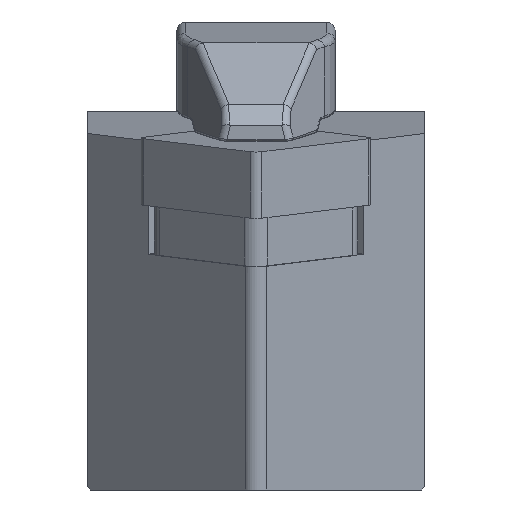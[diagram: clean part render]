
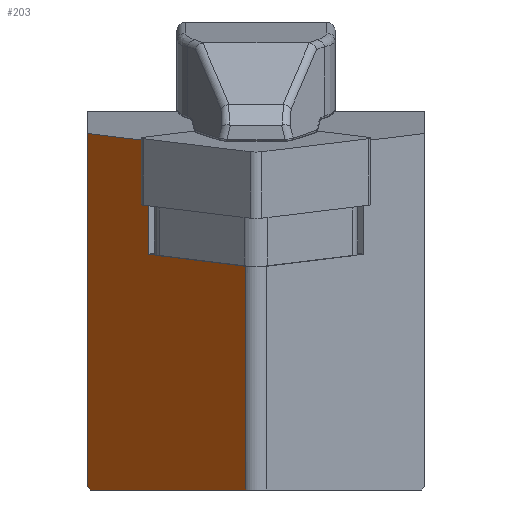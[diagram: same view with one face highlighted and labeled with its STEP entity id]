
A CAD part, left-side view. The second image highlights one B-rep face of the part: STEP entity #203.
In plain terms, the highlighted planar face has unit normal (-0.702, 0.707, -0.086).
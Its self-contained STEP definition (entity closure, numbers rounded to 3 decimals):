
#203=ADVANCED_FACE('',(#389),#326,.F.);
#326=PLANE('',#2222);
#389=FACE_OUTER_BOUND('',#514,.T.);
#514=EDGE_LOOP('',(#800,#801,#802,#803,#804,#805,#806,#807));
#800=ORIENTED_EDGE('',*,*,#1547,.F.);
#801=ORIENTED_EDGE('',*,*,#1559,.T.);
#802=ORIENTED_EDGE('',*,*,#1565,.F.);
#803=ORIENTED_EDGE('',*,*,#1579,.F.);
#804=ORIENTED_EDGE('',*,*,#1588,.F.);
#805=ORIENTED_EDGE('',*,*,#1589,.F.);
#806=ORIENTED_EDGE('',*,*,#1585,.T.);
#807=ORIENTED_EDGE('',*,*,#1590,.F.);
#1345=VERTEX_POINT('',#3122);
#1346=VERTEX_POINT('',#3124);
#1356=VERTEX_POINT('',#3148);
#1360=VERTEX_POINT('',#3159);
#1372=VERTEX_POINT('',#3187);
#1375=VERTEX_POINT('',#3198);
#1377=VERTEX_POINT('',#3201);
#1379=VERTEX_POINT('',#3207);
#1547=EDGE_CURVE('',#1346,#1345,#1851,.T.);
#1559=EDGE_CURVE('',#1346,#1356,#1863,.T.);
#1565=EDGE_CURVE('',#1360,#1356,#1869,.T.);
#1579=EDGE_CURVE('',#1372,#1360,#1883,.T.);
#1585=EDGE_CURVE('',#1377,#1375,#1888,.T.);
#1588=EDGE_CURVE('',#1379,#1372,#1890,.T.);
#1589=EDGE_CURVE('',#1377,#1379,#1891,.T.);
#1590=EDGE_CURVE('',#1345,#1375,#1892,.T.);
#1851=LINE('',#3125,#2030);
#1863=LINE('',#3149,#2042);
#1869=LINE('',#3160,#2048);
#1883=LINE('',#3188,#2062);
#1888=LINE('',#3200,#2067);
#1890=LINE('',#3206,#2069);
#1891=LINE('',#3208,#2070);
#1892=LINE('',#3209,#2071);
#2030=VECTOR('',#2484,1.);
#2042=VECTOR('',#2500,1.);
#2048=VECTOR('',#2508,1.);
#2062=VECTOR('',#2526,1.);
#2067=VECTOR('',#2537,1.);
#2069=VECTOR('',#2543,1.);
#2070=VECTOR('',#2544,1.);
#2071=VECTOR('',#2545,1.);
#2222=AXIS2_PLACEMENT_3D('',#3210,#2546,#2547);
#2484=DIRECTION('',(-0.702,-0.707,-0.086));
#2500=DIRECTION('',(-0.122,0.,0.993));
#2508=DIRECTION('',(-0.702,-0.707,-0.086));
#2526=DIRECTION('',(-0.122,0.,0.993));
#2537=DIRECTION('',(-0.122,0.,0.993));
#2543=DIRECTION('',(0.53,0.599,0.599));
#2544=DIRECTION('',(0.71,0.704,0.));
#2545=DIRECTION('',(-0.702,-0.707,-0.086));
#2546=DIRECTION('',(0.702,-0.707,0.086));
#2547=DIRECTION('',(0.71,0.704,0.));
#3122=CARTESIAN_POINT('',(12.057,-6.401,-9.713));
#3124=CARTESIAN_POINT('',(12.636,-5.818,-9.642));
#3125=CARTESIAN_POINT('',(3.512,-15.01,-10.762));
#3148=CARTESIAN_POINT('',(11.319,-5.818,1.087));
#3149=CARTESIAN_POINT('',(11.052,-5.818,3.261));
#3159=CARTESIAN_POINT('',(17.093,0.,1.796));
#3160=CARTESIAN_POINT('',(2.195,-15.01,-0.033));
#3187=CARTESIAN_POINT('',(21.206,0.,-31.7));
#3188=CARTESIAN_POINT('',(21.931,0.,-37.608));
#3198=CARTESIAN_POINT('',(3.512,-15.01,-10.762));
#3200=CARTESIAN_POINT('',(7.033,-15.01,-39.437));
#3201=CARTESIAN_POINT('',(6.12,-15.01,-32.));
#3206=CARTESIAN_POINT('',(9.987,-12.68,-44.38));
#3207=CARTESIAN_POINT('',(20.94,-0.3,-32.));
#3208=CARTESIAN_POINT('',(6.58,-14.553,-32.));
#3209=CARTESIAN_POINT('',(3.512,-15.01,-10.762));
#3210=CARTESIAN_POINT('',(7.033,-15.01,-39.437));
